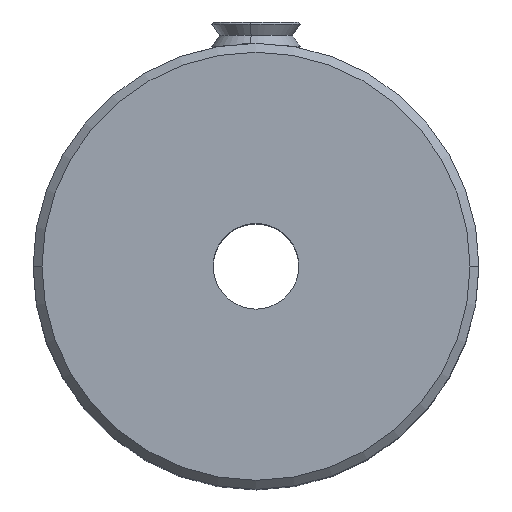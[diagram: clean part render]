
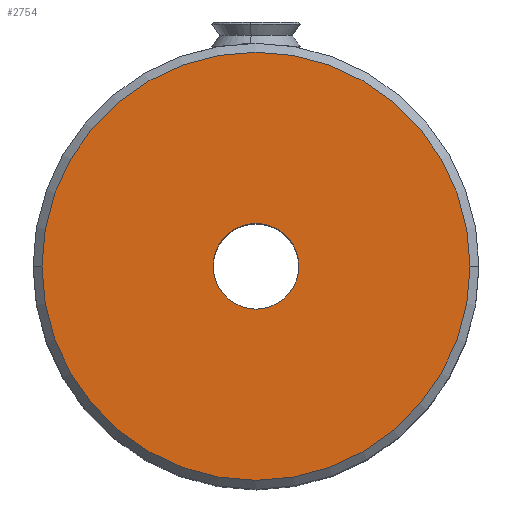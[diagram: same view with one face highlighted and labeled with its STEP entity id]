
A CAD part, top view. The second image highlights one B-rep face of the part: STEP entity #2754.
In plain terms, the highlighted planar face has unit normal (0, 0, 1).
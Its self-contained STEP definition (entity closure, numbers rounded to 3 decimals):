
#75 = DIRECTION ( 'NONE',  ( -1., 0., 0. ) ) ;
#184 = CARTESIAN_POINT ( 'NONE',  ( 0., 0., 25.4 ) ) ;
#261 = EDGE_LOOP ( 'NONE', ( #262, #645 ) ) ;
#262 = ORIENTED_EDGE ( 'NONE', *, *, #3342, .T. ) ;
#344 = PLANE ( 'NONE',  #927 ) ;
#389 = DIRECTION ( 'NONE',  ( 0., 0., 1. ) ) ;
#445 = AXIS2_PLACEMENT_3D ( 'NONE', #1722, #1206, #1736 ) ;
#459 = AXIS2_PLACEMENT_3D ( 'NONE', #608, #1774, #75 ) ;
#608 = CARTESIAN_POINT ( 'NONE',  ( 0., 0., 25.4 ) ) ;
#645 = ORIENTED_EDGE ( 'NONE', *, *, #2619, .T. ) ;
#901 = CIRCLE ( 'NONE', #2031, 6.096 ) ;
#927 = AXIS2_PLACEMENT_3D ( 'NONE', #3160, #389, #3431 ) ;
#956 = VERTEX_POINT ( 'NONE', #2800 ) ;
#993 = CARTESIAN_POINT ( 'NONE',  ( 1.219, 0., 25.4 ) ) ;
#1001 = ORIENTED_EDGE ( 'NONE', *, *, #1947, .F. ) ;
#1206 = DIRECTION ( 'NONE',  ( 0., 0., -1. ) ) ;
#1246 = DIRECTION ( 'NONE',  ( 0., 0., -1. ) ) ;
#1302 = FACE_BOUND ( 'NONE', #261, .T. ) ;
#1312 = DIRECTION ( 'NONE',  ( -1., 0., 0. ) ) ;
#1478 = VERTEX_POINT ( 'NONE', #2887 ) ;
#1722 = CARTESIAN_POINT ( 'NONE',  ( 0., 0., 25.4 ) ) ;
#1736 = DIRECTION ( 'NONE',  ( -1., 0., 0. ) ) ;
#1774 = DIRECTION ( 'NONE',  ( 0., 0., -1. ) ) ;
#1910 = VERTEX_POINT ( 'NONE', #3411 ) ;
#1947 = EDGE_CURVE ( 'NONE', #1910, #956, #3460, .T. ) ;
#2031 = AXIS2_PLACEMENT_3D ( 'NONE', #184, #3275, #1312 ) ;
#2160 = EDGE_LOOP ( 'NONE', ( #1001, #3613 ) ) ;
#2386 = VERTEX_POINT ( 'NONE', #993 ) ;
#2486 = FACE_OUTER_BOUND ( 'NONE', #2160, .T. ) ;
#2619 = EDGE_CURVE ( 'NONE', #2386, #1478, #2905, .T. ) ;
#2638 = DIRECTION ( 'NONE',  ( -1., 0., 0. ) ) ;
#2754 = ADVANCED_FACE ( 'NONE', ( #2486, #1302 ), #344, .T. ) ;
#2800 = CARTESIAN_POINT ( 'NONE',  ( 6.096, 0., 25.4 ) ) ;
#2814 = AXIS2_PLACEMENT_3D ( 'NONE', #2898, #1246, #2638 ) ;
#2887 = CARTESIAN_POINT ( 'NONE',  ( -1.219, 0., 25.4 ) ) ;
#2898 = CARTESIAN_POINT ( 'NONE',  ( 0., 0., 25.4 ) ) ;
#2905 = CIRCLE ( 'NONE', #459, 1.219 ) ;
#3160 = CARTESIAN_POINT ( 'NONE',  ( 0., 6.096, 25.4 ) ) ;
#3230 = CIRCLE ( 'NONE', #2814, 1.219 ) ;
#3275 = DIRECTION ( 'NONE',  ( 0., 0., -1. ) ) ;
#3342 = EDGE_CURVE ( 'NONE', #1478, #2386, #3230, .T. ) ;
#3411 = CARTESIAN_POINT ( 'NONE',  ( -6.096, 0., 25.4 ) ) ;
#3431 = DIRECTION ( 'NONE',  ( 1., 0., 0. ) ) ;
#3460 = CIRCLE ( 'NONE', #445, 6.096 ) ;
#3600 = EDGE_CURVE ( 'NONE', #956, #1910, #901, .T. ) ;
#3613 = ORIENTED_EDGE ( 'NONE', *, *, #3600, .F. ) ;
